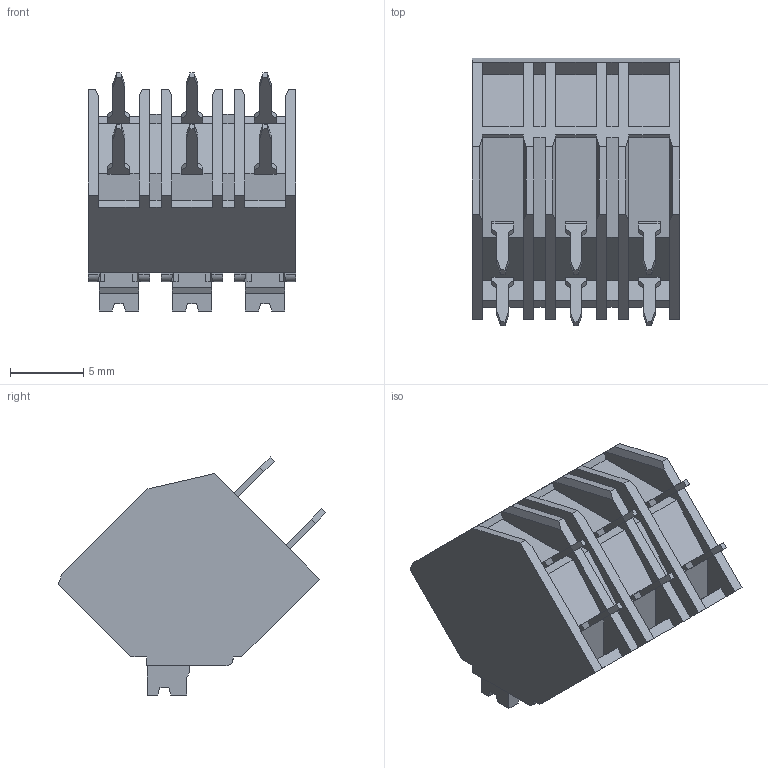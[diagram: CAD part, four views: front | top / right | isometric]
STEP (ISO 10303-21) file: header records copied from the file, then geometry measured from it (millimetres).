
FILE_DESCRIPTION((''),'2;1');
FILE_NAME('PRT0002','2023-03-16T14:46:59',('Administrator'),(''),'CREO PARAMETRIC BY PTC INC, 2017260','CREO PARAMETRIC BY PTC INC, 2017260','');
FILE_SCHEMA(('CONFIG_CONTROL_DESIGN'));
Length unit declared in the file: millimetre
Products named in the file (1): PRT0002
Bounding box: 14.2 x 18.31 x 16.27 mm (x, y, z)
Volume: 1842.4 mm3; surface area: 1610.3 mm2
Topology: 1 solids, 9 shells, 410 faces, 1134 edges, 746 vertices
Faces by surface type: plane 376, cylinder 33, bspline 1
Entity records: 13248 total; most frequent: CARTESIAN_POINT 2770, ORIENTED_EDGE 2268, DIRECTION 1982, EDGE_CURVE 1134, VECTOR 1002, LINE 1002, VERTEX_POINT 746, AXIS2_PLACEMENT_3D 490
